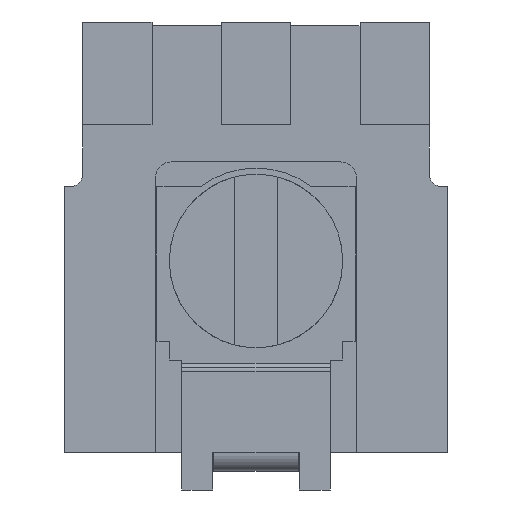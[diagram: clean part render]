
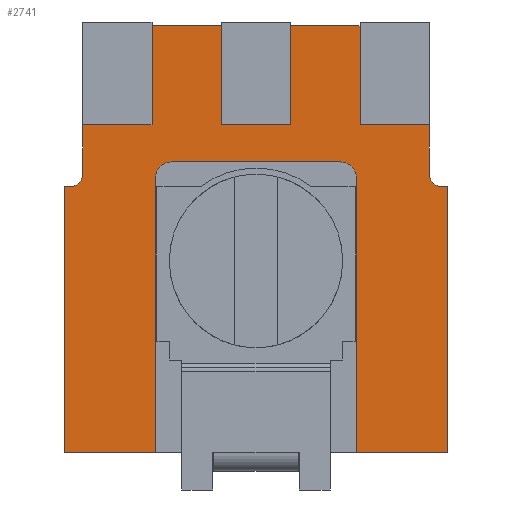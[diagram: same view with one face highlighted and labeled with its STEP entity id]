
A CAD part, front view. The second image highlights one B-rep face of the part: STEP entity #2741.
In plain terms, the highlighted planar face has unit normal (0, -1, 0).
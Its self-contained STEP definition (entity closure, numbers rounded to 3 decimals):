
#105=DIRECTION('',(0.,0.,1.));
#106=VECTOR('',#105,2.223);
#107=CARTESIAN_POINT('',(-0.812,0.,-1.55));
#108=LINE('',#107,#106);
#117=DIRECTION('',(0.,0.,1.));
#118=VECTOR('',#117,0.8);
#119=CARTESIAN_POINT('',(0.28,0.,1.1));
#120=LINE('',#119,#118);
#121=DIRECTION('',(1.,0.,0.));
#122=VECTOR('',#121,0.56);
#123=CARTESIAN_POINT('',(0.28,0.,1.9));
#124=LINE('',#123,#122);
#125=DIRECTION('',(0.,0.,-1.));
#126=VECTOR('',#125,0.8);
#127=CARTESIAN_POINT('',(0.84,0.,1.9));
#128=LINE('',#127,#126);
#129=DIRECTION('',(0.,0.,-1.));
#130=VECTOR('',#129,0.4);
#131=CARTESIAN_POINT('',(1.4,0.,1.1));
#132=LINE('',#131,#130);
#133=CARTESIAN_POINT('',(1.5,0.,0.7));
#134=DIRECTION('',(0.,-1.,0.));
#135=DIRECTION('',(-1.,0.,0.));
#136=AXIS2_PLACEMENT_3D('',#133,#134,#135);
#138=CARTESIAN_POINT('',(0.683,0.,0.673));
#139=DIRECTION('',(0.,-1.,0.));
#140=DIRECTION('',(1.,0.,0.));
#141=AXIS2_PLACEMENT_3D('',#138,#139,#140);
#143=CARTESIAN_POINT('',(-0.685,0.,0.673));
#144=DIRECTION('',(0.,-1.,0.));
#145=DIRECTION('',(0.,0.,1.));
#146=AXIS2_PLACEMENT_3D('',#143,#144,#145);
#148=CARTESIAN_POINT('',(-1.5,0.,0.7));
#149=DIRECTION('',(0.,-1.,0.));
#150=DIRECTION('',(0.,0.,-1.));
#151=AXIS2_PLACEMENT_3D('',#148,#149,#150);
#153=DIRECTION('',(-1.,0.,0.));
#154=VECTOR('',#153,0.56);
#155=CARTESIAN_POINT('',(-0.84,0.,1.1));
#156=LINE('',#155,#154);
#161=DIRECTION('',(0.,0.,-1.));
#162=VECTOR('',#161,0.4);
#163=CARTESIAN_POINT('',(-1.4,0.,1.1));
#164=LINE('',#163,#162);
#212=DIRECTION('',(0.,0.,-1.));
#213=VECTOR('',#212,0.8);
#214=CARTESIAN_POINT('',(-0.84,0.,1.9));
#215=LINE('',#214,#213);
#372=DIRECTION('',(-1.,0.,0.));
#373=VECTOR('',#372,0.56);
#374=CARTESIAN_POINT('',(1.4,0.,1.1));
#375=LINE('',#374,#373);
#553=DIRECTION('',(-1.,0.,0.));
#554=VECTOR('',#553,0.05);
#555=CARTESIAN_POINT('',(1.55,0.,0.6));
#556=LINE('',#555,#554);
#573=DIRECTION('',(0.,0.,1.));
#574=VECTOR('',#573,2.15);
#575=CARTESIAN_POINT('',(1.55,0.,-1.55));
#576=LINE('',#575,#574);
#577=DIRECTION('',(1.,0.,0.));
#578=VECTOR('',#577,0.74);
#579=CARTESIAN_POINT('',(0.81,0.,-1.55));
#580=LINE('',#579,#578);
#589=DIRECTION('',(1.,0.,0.));
#590=VECTOR('',#589,0.738);
#591=CARTESIAN_POINT('',(-1.55,0.,-1.55));
#592=LINE('',#591,#590);
#593=DIRECTION('',(0.,0.,-1.));
#594=VECTOR('',#593,2.223);
#595=CARTESIAN_POINT('',(0.81,0.,0.673));
#596=LINE('',#595,#594);
#613=DIRECTION('',(1.,0.,0.));
#614=VECTOR('',#613,1.368);
#615=CARTESIAN_POINT('',(-0.685,0.,0.8));
#616=LINE('',#615,#614);
#633=DIRECTION('',(0.,0.,-1.));
#634=VECTOR('',#633,2.15);
#635=CARTESIAN_POINT('',(-1.55,0.,0.6));
#636=LINE('',#635,#634);
#641=DIRECTION('',(-1.,0.,0.));
#642=VECTOR('',#641,0.05);
#643=CARTESIAN_POINT('',(-1.5,0.,0.6));
#644=LINE('',#643,#642);
#657=DIRECTION('',(-1.,0.,0.));
#658=VECTOR('',#657,0.56);
#659=CARTESIAN_POINT('',(0.28,0.,1.1));
#660=LINE('',#659,#658);
#677=DIRECTION('',(0.,0.,1.));
#678=VECTOR('',#677,0.8);
#679=CARTESIAN_POINT('',(-0.28,0.,1.1));
#680=LINE('',#679,#678);
#1616=DIRECTION('',(-1.,0.,0.));
#1617=VECTOR('',#1616,0.56);
#1618=CARTESIAN_POINT('',(-0.28,0.,1.9));
#1619=LINE('',#1618,#1617);
#2224=CARTESIAN_POINT('',(0.28,0.,1.1));
#2225=CARTESIAN_POINT('',(0.28,0.,1.9));
#2226=VERTEX_POINT('',#2224);
#2227=VERTEX_POINT('',#2225);
#2238=CARTESIAN_POINT('',(0.84,0.,1.9));
#2239=VERTEX_POINT('',#2238);
#2252=CARTESIAN_POINT('',(0.84,0.,1.1));
#2253=VERTEX_POINT('',#2252);
#2268=CARTESIAN_POINT('',(1.4,0.,1.1));
#2269=CARTESIAN_POINT('',(1.4,0.,0.7));
#2270=VERTEX_POINT('',#2268);
#2271=VERTEX_POINT('',#2269);
#2284=CARTESIAN_POINT('',(1.5,0.,0.6));
#2285=VERTEX_POINT('',#2284);
#2286=CARTESIAN_POINT('',(0.81,0.,0.673));
#2287=CARTESIAN_POINT('',(0.683,0.,0.8));
#2288=VERTEX_POINT('',#2286);
#2289=VERTEX_POINT('',#2287);
#2290=CARTESIAN_POINT('',(-0.685,0.,0.8));
#2291=CARTESIAN_POINT('',(-0.812,0.,0.673));
#2292=VERTEX_POINT('',#2290);
#2293=VERTEX_POINT('',#2291);
#2294=CARTESIAN_POINT('',(-0.812,0.,-1.55));
#2295=VERTEX_POINT('',#2294);
#2296=CARTESIAN_POINT('',(-1.5,0.,0.6));
#2297=CARTESIAN_POINT('',(-1.4,0.,0.7));
#2298=VERTEX_POINT('',#2296);
#2299=VERTEX_POINT('',#2297);
#2300=CARTESIAN_POINT('',(-0.84,0.,1.1));
#2301=CARTESIAN_POINT('',(-1.4,0.,1.1));
#2302=VERTEX_POINT('',#2300);
#2303=VERTEX_POINT('',#2301);
#2328=CARTESIAN_POINT('',(-0.84,0.,1.9));
#2329=VERTEX_POINT('',#2328);
#2336=CARTESIAN_POINT('',(-0.28,0.,1.9));
#2337=VERTEX_POINT('',#2336);
#2342=CARTESIAN_POINT('',(-0.28,0.,1.1));
#2344=VERTEX_POINT('',#2342);
#2374=CARTESIAN_POINT('',(-1.55,0.,0.6));
#2375=VERTEX_POINT('',#2374);
#2378=CARTESIAN_POINT('',(-1.55,0.,-1.55));
#2379=VERTEX_POINT('',#2378);
#2386=CARTESIAN_POINT('',(0.81,0.,-1.55));
#2387=CARTESIAN_POINT('',(1.55,0.,-1.55));
#2388=VERTEX_POINT('',#2386);
#2389=VERTEX_POINT('',#2387);
#2545=CARTESIAN_POINT('',(1.55,0.,0.6));
#2547=VERTEX_POINT('',#2545);
#2687=CARTESIAN_POINT('',(0.,0.,0.175));
#2688=DIRECTION('',(0.,1.,0.));
#2689=DIRECTION('',(1.,0.,0.));
#2690=AXIS2_PLACEMENT_3D('',#2687,#2688,#2689);
#2691=PLANE('',#2690);
#2693=ORIENTED_EDGE('',*,*,#2692,.F.);
#2695=ORIENTED_EDGE('',*,*,#2694,.F.);
#2697=ORIENTED_EDGE('',*,*,#2696,.F.);
#2699=ORIENTED_EDGE('',*,*,#2698,.F.);
#2701=ORIENTED_EDGE('',*,*,#2700,.F.);
#2703=ORIENTED_EDGE('',*,*,#2702,.T.);
#2705=ORIENTED_EDGE('',*,*,#2704,.T.);
#2707=ORIENTED_EDGE('',*,*,#2706,.T.);
#2709=ORIENTED_EDGE('',*,*,#2708,.F.);
#2711=ORIENTED_EDGE('',*,*,#2710,.T.);
#2713=ORIENTED_EDGE('',*,*,#2712,.T.);
#2715=ORIENTED_EDGE('',*,*,#2714,.F.);
#2717=ORIENTED_EDGE('',*,*,#2716,.F.);
#2719=ORIENTED_EDGE('',*,*,#2718,.F.);
#2721=ORIENTED_EDGE('',*,*,#2720,.F.);
#2723=ORIENTED_EDGE('',*,*,#2722,.T.);
#2725=ORIENTED_EDGE('',*,*,#2724,.F.);
#2727=ORIENTED_EDGE('',*,*,#2726,.T.);
#2728=ORIENTED_EDGE('',*,*,#2677,.F.);
#2730=ORIENTED_EDGE('',*,*,#2729,.F.);
#2732=ORIENTED_EDGE('',*,*,#2731,.F.);
#2734=ORIENTED_EDGE('',*,*,#2733,.F.);
#2736=ORIENTED_EDGE('',*,*,#2735,.T.);
#2738=ORIENTED_EDGE('',*,*,#2737,.F.);
#2739=EDGE_LOOP('',(#2693,#2695,#2697,#2699,#2701,#2703,#2705,#2707,#2709,#2711,
#2713,#2715,#2717,#2719,#2721,#2723,#2725,#2727,#2728,#2730,#2732,#2734,#2736,
#2738));
#2740=FACE_OUTER_BOUND('',#2739,.F.);
#2741=ADVANCED_FACE('',(#2740),#2691,.F.);
#137=CIRCLE('',#136,0.1);
#142=CIRCLE('',#141,0.127);
#147=CIRCLE('',#146,0.127);
#152=CIRCLE('',#151,0.1);
#2677=EDGE_CURVE('',#2295,#2293,#108,.T.);
#2692=EDGE_CURVE('',#2302,#2303,#156,.T.);
#2694=EDGE_CURVE('',#2329,#2302,#215,.T.);
#2696=EDGE_CURVE('',#2337,#2329,#1619,.T.);
#2698=EDGE_CURVE('',#2344,#2337,#680,.T.);
#2700=EDGE_CURVE('',#2226,#2344,#660,.T.);
#2702=EDGE_CURVE('',#2226,#2227,#120,.T.);
#2704=EDGE_CURVE('',#2227,#2239,#124,.T.);
#2706=EDGE_CURVE('',#2239,#2253,#128,.T.);
#2708=EDGE_CURVE('',#2270,#2253,#375,.T.);
#2710=EDGE_CURVE('',#2270,#2271,#132,.T.);
#2712=EDGE_CURVE('',#2271,#2285,#137,.T.);
#2714=EDGE_CURVE('',#2547,#2285,#556,.T.);
#2716=EDGE_CURVE('',#2389,#2547,#576,.T.);
#2718=EDGE_CURVE('',#2388,#2389,#580,.T.);
#2720=EDGE_CURVE('',#2288,#2388,#596,.T.);
#2722=EDGE_CURVE('',#2288,#2289,#142,.T.);
#2724=EDGE_CURVE('',#2292,#2289,#616,.T.);
#2726=EDGE_CURVE('',#2292,#2293,#147,.T.);
#2729=EDGE_CURVE('',#2379,#2295,#592,.T.);
#2731=EDGE_CURVE('',#2375,#2379,#636,.T.);
#2733=EDGE_CURVE('',#2298,#2375,#644,.T.);
#2735=EDGE_CURVE('',#2298,#2299,#152,.T.);
#2737=EDGE_CURVE('',#2303,#2299,#164,.T.);
